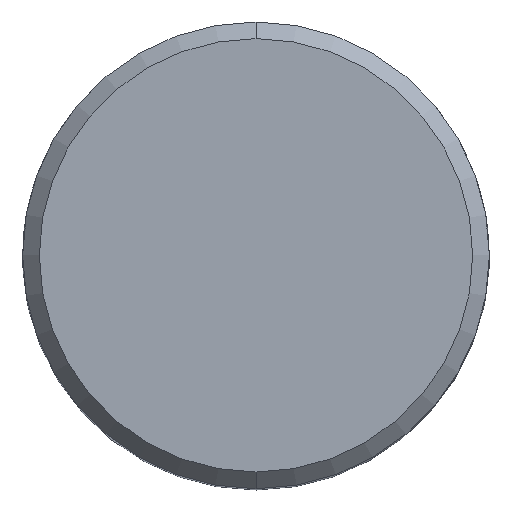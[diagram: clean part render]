
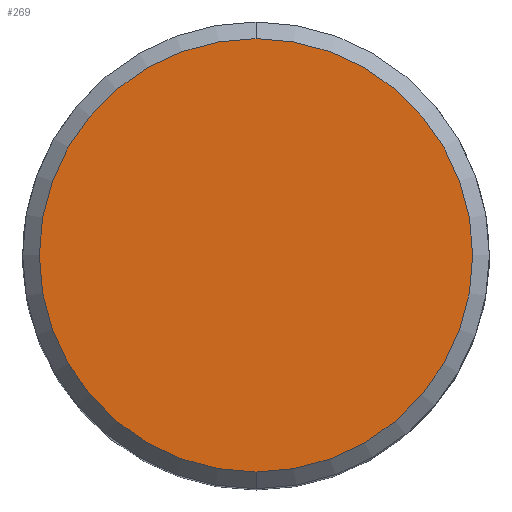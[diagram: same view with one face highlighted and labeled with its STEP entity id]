
A CAD part, top view. The second image highlights one B-rep face of the part: STEP entity #269.
In plain terms, the highlighted planar face has unit normal (0, 0, 1).
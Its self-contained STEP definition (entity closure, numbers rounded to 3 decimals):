
#217=VERTEX_POINT('',#472);
#269=ADVANCED_FACE('',(#529),#530,.T.);
#289=EDGE_CURVE('',#217,#339,#552,.T.);
#337=EDGE_CURVE('',#339,#217,#605,.T.);
#339=VERTEX_POINT('',#607);
#472=CARTESIAN_POINT('',(0.,-13.0,0.0));
#529=FACE_OUTER_BOUND('',#992,.T.);
#530=PLANE('',#993);
#552=CIRCLE('',#1063,13.0);
#605=CIRCLE('',#1245,13.0);
#607=CARTESIAN_POINT('',(0.0,13.0,0.0));
#992=EDGE_LOOP('',(#1462,#1463));
#993=AXIS2_PLACEMENT_3D('',#1464,#1465,#1466);
#1063=AXIS2_PLACEMENT_3D('',#1484,#1485,#1486);
#1245=AXIS2_PLACEMENT_3D('',#1540,#1541,#1542);
#1462=ORIENTED_EDGE('',*,*,#337,.F.);
#1463=ORIENTED_EDGE('',*,*,#289,.F.);
#1464=CARTESIAN_POINT('',(0.0,6.5,0.0));
#1465=DIRECTION('',(-0.0,0.0,1.0));
#1466=DIRECTION('',(0.0,-1.0,0.0));
#1484=CARTESIAN_POINT('',(0.0,0.0,0.0));
#1485=DIRECTION('',(0.0,0.0,-1.0));
#1486=DIRECTION('',(0.0,1.0,0.0));
#1540=CARTESIAN_POINT('',(0.0,0.0,0.0));
#1541=DIRECTION('',(0.0,0.0,-1.0));
#1542=DIRECTION('',(0.0,1.0,0.0));
